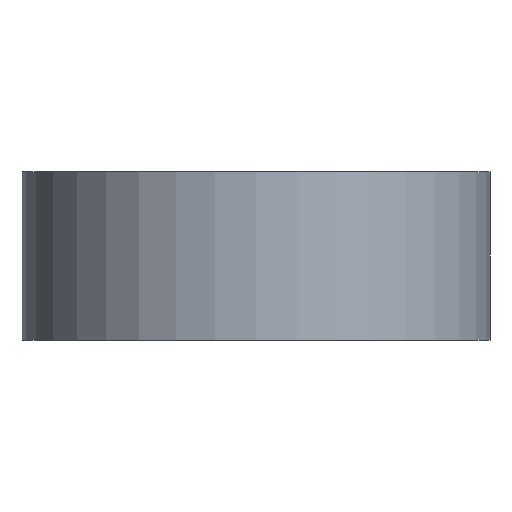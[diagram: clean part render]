
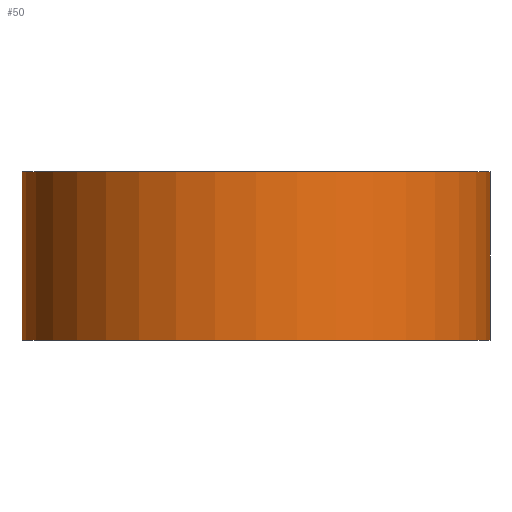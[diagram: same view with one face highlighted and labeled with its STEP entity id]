
A CAD part, front view. The second image highlights one B-rep face of the part: STEP entity #50.
In plain terms, the highlighted cylindrical face has radius 2.5 mm (diameter 5 mm), a partial arc.
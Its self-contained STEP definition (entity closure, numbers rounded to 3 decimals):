
#9 = DIRECTION ( 'NONE',  ( 0., 0., -1. ) ) ;
#10 = DIRECTION ( 'NONE',  ( 1., 0., 0. ) ) ;
#12 = DIRECTION ( 'NONE',  ( 0., 0., 1. ) ) ;
#15 = CARTESIAN_POINT ( 'NONE',  ( -2.5, 0., 1.8 ) ) ;
#23 = CARTESIAN_POINT ( 'NONE',  ( -2.5, 0., 0. ) ) ;
#26 = VECTOR ( 'NONE', #163, 1000. ) ;
#27 = LINE ( 'NONE', #187, #53 ) ;
#28 = VERTEX_POINT ( 'NONE', #84 ) ;
#36 = AXIS2_PLACEMENT_3D ( 'NONE', #122, #12, #10 ) ;
#46 = LINE ( 'NONE', #109, #26 ) ;
#50 = ADVANCED_FACE ( 'NONE', ( #181 ), #118, .T. ) ;
#51 = ORIENTED_EDGE ( 'NONE', *, *, #156, .T. ) ;
#53 = VECTOR ( 'NONE', #92, 1000. ) ;
#57 = DIRECTION ( 'NONE',  ( -1., 0., 0. ) ) ;
#65 = ORIENTED_EDGE ( 'NONE', *, *, #106, .T. ) ;
#68 = CARTESIAN_POINT ( 'NONE',  ( 0., 0., 1.8 ) ) ;
#71 = AXIS2_PLACEMENT_3D ( 'NONE', #68, #9, #57 ) ;
#80 = VERTEX_POINT ( 'NONE', #23 ) ;
#84 = CARTESIAN_POINT ( 'NONE',  ( 2.5, 0., 1.8 ) ) ;
#87 = AXIS2_PLACEMENT_3D ( 'NONE', #195, #89, #123 ) ;
#89 = DIRECTION ( 'NONE',  ( 0., 0., 1. ) ) ;
#92 = DIRECTION ( 'NONE',  ( 0., 0., -1. ) ) ;
#95 = VERTEX_POINT ( 'NONE', #101 ) ;
#101 = CARTESIAN_POINT ( 'NONE',  ( 2.5, 0., 0. ) ) ;
#106 = EDGE_CURVE ( 'NONE', #191, #80, #46, .T. ) ;
#109 = CARTESIAN_POINT ( 'NONE',  ( -2.5, 0., 1.8 ) ) ;
#118 = CYLINDRICAL_SURFACE ( 'NONE', #71, 2.5 ) ;
#122 = CARTESIAN_POINT ( 'NONE',  ( 0., 0., 0. ) ) ;
#123 = DIRECTION ( 'NONE',  ( 1., 0., 0. ) ) ;
#125 = CIRCLE ( 'NONE', #36, 2.5 ) ;
#143 = ORIENTED_EDGE ( 'NONE', *, *, #153, .F. ) ;
#153 = EDGE_CURVE ( 'NONE', #191, #28, #178, .T. ) ;
#156 = EDGE_CURVE ( 'NONE', #80, #95, #125, .T. ) ;
#163 = DIRECTION ( 'NONE',  ( 0., 0., -1. ) ) ;
#175 = EDGE_CURVE ( 'NONE', #28, #95, #27, .T. ) ;
#178 = CIRCLE ( 'NONE', #87, 2.5 ) ;
#179 = ORIENTED_EDGE ( 'NONE', *, *, #175, .F. ) ;
#181 = FACE_OUTER_BOUND ( 'NONE', #186, .T. ) ;
#186 = EDGE_LOOP ( 'NONE', ( #179, #143, #65, #51 ) ) ;
#187 = CARTESIAN_POINT ( 'NONE',  ( 2.5, 0., 1.8 ) ) ;
#191 = VERTEX_POINT ( 'NONE', #15 ) ;
#195 = CARTESIAN_POINT ( 'NONE',  ( 0., 0., 1.8 ) ) ;
